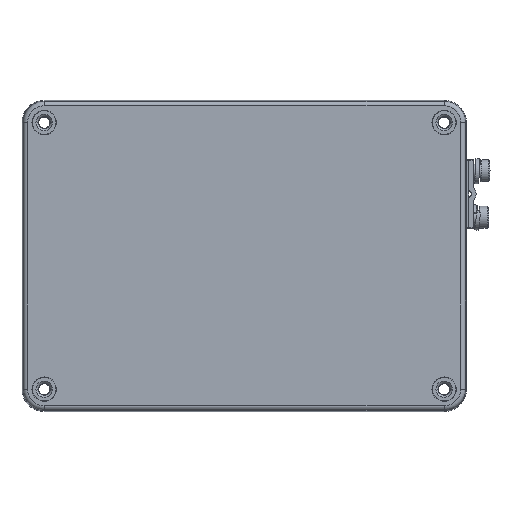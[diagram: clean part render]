
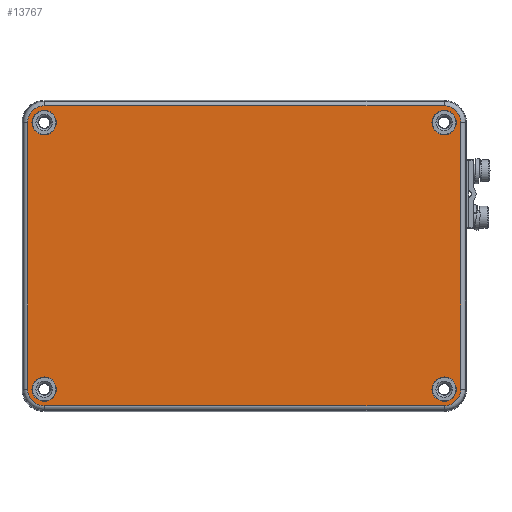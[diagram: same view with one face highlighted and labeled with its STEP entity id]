
A CAD part, top view. The second image highlights one B-rep face of the part: STEP entity #13767.
In plain terms, the highlighted face is planar.
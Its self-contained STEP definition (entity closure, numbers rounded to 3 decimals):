
#12562 = VERTEX_POINT('',#12563);
#12563 = CARTESIAN_POINT('',(84.5,60.,0.));
#12569 = EDGE_CURVE('',#12570,#12562,#12572,.T.);
#12570 = VERTEX_POINT('',#12571);
#12571 = CARTESIAN_POINT('',(95.5,60.,0.));
#12572 = CIRCLE('',#12573,5.5);
#12573 = AXIS2_PLACEMENT_3D('',#12574,#12575,#12576);
#12574 = CARTESIAN_POINT('',(90.,60.,0.));
#12575 = DIRECTION('',(0.,0.,-1.));
#12576 = DIRECTION('',(-1.,0.,0.));
#12604 = VERTEX_POINT('',#12605);
#12605 = CARTESIAN_POINT('',(-95.5,60.,0.));
#12611 = EDGE_CURVE('',#12612,#12604,#12614,.T.);
#12612 = VERTEX_POINT('',#12613);
#12613 = CARTESIAN_POINT('',(-84.5,60.,0.));
#12614 = CIRCLE('',#12615,5.5);
#12615 = AXIS2_PLACEMENT_3D('',#12616,#12617,#12618);
#12616 = CARTESIAN_POINT('',(-90.,60.,0.));
#12617 = DIRECTION('',(0.,0.,-1.));
#12618 = DIRECTION('',(-1.,0.,0.));
#12646 = VERTEX_POINT('',#12647);
#12647 = CARTESIAN_POINT('',(-95.5,-60.,0.));
#12653 = EDGE_CURVE('',#12654,#12646,#12656,.T.);
#12654 = VERTEX_POINT('',#12655);
#12655 = CARTESIAN_POINT('',(-84.5,-60.,0.));
#12656 = CIRCLE('',#12657,5.5);
#12657 = AXIS2_PLACEMENT_3D('',#12658,#12659,#12660);
#12658 = CARTESIAN_POINT('',(-90.,-60.,0.));
#12659 = DIRECTION('',(0.,0.,-1.));
#12660 = DIRECTION('',(-1.,0.,0.));
#12688 = VERTEX_POINT('',#12689);
#12689 = CARTESIAN_POINT('',(84.5,-60.,0.));
#12695 = EDGE_CURVE('',#12696,#12688,#12698,.T.);
#12696 = VERTEX_POINT('',#12697);
#12697 = CARTESIAN_POINT('',(95.5,-60.,0.));
#12698 = CIRCLE('',#12699,5.5);
#12699 = AXIS2_PLACEMENT_3D('',#12700,#12701,#12702);
#12700 = CARTESIAN_POINT('',(90.,-60.,-0.));
#12701 = DIRECTION('',(0.,0.,-1.));
#12702 = DIRECTION('',(-1.,0.,0.));
#13767 = ADVANCED_FACE('',(#13768,#13778,#13788,#13798,#13808),#13878,
  .F.);
#13768 = FACE_BOUND('',#13769,.T.);
#13769 = EDGE_LOOP('',(#13770,#13777));
#13770 = ORIENTED_EDGE('',*,*,#13771,.F.);
#13771 = EDGE_CURVE('',#12562,#12570,#13772,.T.);
#13772 = CIRCLE('',#13773,5.5);
#13773 = AXIS2_PLACEMENT_3D('',#13774,#13775,#13776);
#13774 = CARTESIAN_POINT('',(90.,60.,0.));
#13775 = DIRECTION('',(0.,0.,-1.));
#13776 = DIRECTION('',(-1.,0.,0.));
#13777 = ORIENTED_EDGE('',*,*,#12569,.F.);
#13778 = FACE_BOUND('',#13779,.T.);
#13779 = EDGE_LOOP('',(#13780,#13787));
#13780 = ORIENTED_EDGE('',*,*,#13781,.F.);
#13781 = EDGE_CURVE('',#12604,#12612,#13782,.T.);
#13782 = CIRCLE('',#13783,5.5);
#13783 = AXIS2_PLACEMENT_3D('',#13784,#13785,#13786);
#13784 = CARTESIAN_POINT('',(-90.,60.,0.));
#13785 = DIRECTION('',(0.,0.,-1.));
#13786 = DIRECTION('',(-1.,0.,0.));
#13787 = ORIENTED_EDGE('',*,*,#12611,.F.);
#13788 = FACE_BOUND('',#13789,.T.);
#13789 = EDGE_LOOP('',(#13790,#13797));
#13790 = ORIENTED_EDGE('',*,*,#13791,.F.);
#13791 = EDGE_CURVE('',#12646,#12654,#13792,.T.);
#13792 = CIRCLE('',#13793,5.5);
#13793 = AXIS2_PLACEMENT_3D('',#13794,#13795,#13796);
#13794 = CARTESIAN_POINT('',(-90.,-60.,0.));
#13795 = DIRECTION('',(0.,0.,-1.));
#13796 = DIRECTION('',(-1.,0.,0.));
#13797 = ORIENTED_EDGE('',*,*,#12653,.F.);
#13798 = FACE_BOUND('',#13799,.T.);
#13799 = EDGE_LOOP('',(#13800,#13807));
#13800 = ORIENTED_EDGE('',*,*,#13801,.F.);
#13801 = EDGE_CURVE('',#12688,#12696,#13802,.T.);
#13802 = CIRCLE('',#13803,5.5);
#13803 = AXIS2_PLACEMENT_3D('',#13804,#13805,#13806);
#13804 = CARTESIAN_POINT('',(90.,-60.,-0.));
#13805 = DIRECTION('',(0.,0.,-1.));
#13806 = DIRECTION('',(-1.,0.,0.));
#13807 = ORIENTED_EDGE('',*,*,#12695,.F.);
#13808 = FACE_BOUND('',#13809,.T.);
#13809 = EDGE_LOOP('',(#13810,#13820,#13829,#13837,#13846,#13854,#13863,
    #13871));
#13810 = ORIENTED_EDGE('',*,*,#13811,.T.);
#13811 = EDGE_CURVE('',#13812,#13814,#13816,.T.);
#13812 = VERTEX_POINT('',#13813);
#13813 = CARTESIAN_POINT('',(-90.,67.511,0.));
#13814 = VERTEX_POINT('',#13815);
#13815 = CARTESIAN_POINT('',(90.,67.511,0.));
#13816 = LINE('',#13817,#13818);
#13817 = CARTESIAN_POINT('',(-0.,67.511,0.));
#13818 = VECTOR('',#13819,1.);
#13819 = DIRECTION('',(1.,0.,0.));
#13820 = ORIENTED_EDGE('',*,*,#13821,.T.);
#13821 = EDGE_CURVE('',#13814,#13822,#13824,.T.);
#13822 = VERTEX_POINT('',#13823);
#13823 = CARTESIAN_POINT('',(97.511,60.,0.));
#13824 = CIRCLE('',#13825,7.511);
#13825 = AXIS2_PLACEMENT_3D('',#13826,#13827,#13828);
#13826 = CARTESIAN_POINT('',(90.,60.,0.));
#13827 = DIRECTION('',(0.,0.,-1.));
#13828 = DIRECTION('',(1.,0.,0.));
#13829 = ORIENTED_EDGE('',*,*,#13830,.T.);
#13830 = EDGE_CURVE('',#13822,#13831,#13833,.T.);
#13831 = VERTEX_POINT('',#13832);
#13832 = CARTESIAN_POINT('',(97.511,-60.,0.));
#13833 = LINE('',#13834,#13835);
#13834 = CARTESIAN_POINT('',(97.511,0.,0.));
#13835 = VECTOR('',#13836,1.);
#13836 = DIRECTION('',(0.,-1.,0.));
#13837 = ORIENTED_EDGE('',*,*,#13838,.T.);
#13838 = EDGE_CURVE('',#13831,#13839,#13841,.T.);
#13839 = VERTEX_POINT('',#13840);
#13840 = CARTESIAN_POINT('',(90.,-67.511,0.));
#13841 = CIRCLE('',#13842,7.511);
#13842 = AXIS2_PLACEMENT_3D('',#13843,#13844,#13845);
#13843 = CARTESIAN_POINT('',(90.,-60.,0.));
#13844 = DIRECTION('',(0.,0.,-1.));
#13845 = DIRECTION('',(1.,0.,0.));
#13846 = ORIENTED_EDGE('',*,*,#13847,.T.);
#13847 = EDGE_CURVE('',#13839,#13848,#13850,.T.);
#13848 = VERTEX_POINT('',#13849);
#13849 = CARTESIAN_POINT('',(-90.,-67.511,0.));
#13850 = LINE('',#13851,#13852);
#13851 = CARTESIAN_POINT('',(-0.,-67.511,0.));
#13852 = VECTOR('',#13853,1.);
#13853 = DIRECTION('',(-1.,0.,-0.));
#13854 = ORIENTED_EDGE('',*,*,#13855,.T.);
#13855 = EDGE_CURVE('',#13848,#13856,#13858,.T.);
#13856 = VERTEX_POINT('',#13857);
#13857 = CARTESIAN_POINT('',(-97.511,-60.,0.));
#13858 = CIRCLE('',#13859,7.511);
#13859 = AXIS2_PLACEMENT_3D('',#13860,#13861,#13862);
#13860 = CARTESIAN_POINT('',(-90.,-60.,0.));
#13861 = DIRECTION('',(0.,0.,-1.));
#13862 = DIRECTION('',(1.,0.,0.));
#13863 = ORIENTED_EDGE('',*,*,#13864,.T.);
#13864 = EDGE_CURVE('',#13856,#13865,#13867,.T.);
#13865 = VERTEX_POINT('',#13866);
#13866 = CARTESIAN_POINT('',(-97.511,60.,0.));
#13867 = LINE('',#13868,#13869);
#13868 = CARTESIAN_POINT('',(-97.511,0.,0.));
#13869 = VECTOR('',#13870,1.);
#13870 = DIRECTION('',(0.,1.,-0.));
#13871 = ORIENTED_EDGE('',*,*,#13872,.T.);
#13872 = EDGE_CURVE('',#13865,#13812,#13873,.T.);
#13873 = CIRCLE('',#13874,7.511);
#13874 = AXIS2_PLACEMENT_3D('',#13875,#13876,#13877);
#13875 = CARTESIAN_POINT('',(-90.,60.,0.));
#13876 = DIRECTION('',(0.,0.,-1.));
#13877 = DIRECTION('',(1.,0.,0.));
#13878 = PLANE('',#13879);
#13879 = AXIS2_PLACEMENT_3D('',#13880,#13881,#13882);
#13880 = CARTESIAN_POINT('',(0.,0.,0.));
#13881 = DIRECTION('',(-0.,0.,1.));
#13882 = DIRECTION('',(1.,0.,0.));
